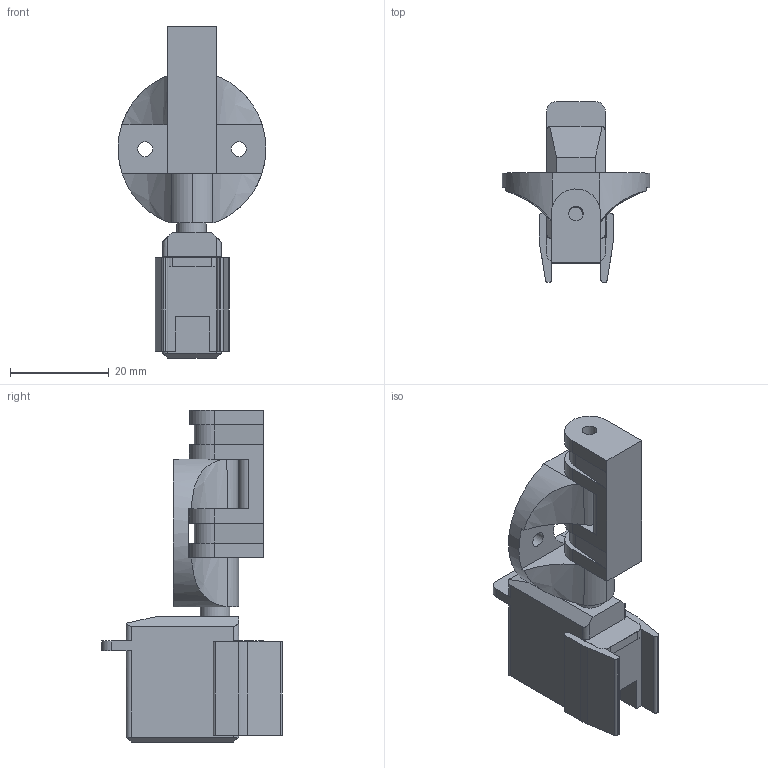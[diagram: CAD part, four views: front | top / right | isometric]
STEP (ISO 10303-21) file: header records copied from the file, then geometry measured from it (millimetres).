
FILE_DESCRIPTION(/* description */ (''),/* implementation_level */ '2;1');
FILE_NAME(/* name */ 'Servo assembly v1.step',/* time_stamp */ '2019-12-22T13:01:29+01:00',/* author */ (''),/* organization */ (''),/* preprocessor_version */ 'ST-DEVELOPER v18',/* originating_system */ 'Autodesk Translation Framework v8.6.0.1094',/* authorisation */ '');
FILE_SCHEMA (('AUTOMOTIVE_DESIGN { 1 0 10303 214 3 1 1 }'));
Length unit declared in the file: millimetre
Products named in the file (1): Servo assembly
Bounding box: 30 x 36.69 x 67.37 mm (x, y, z)
Volume: 15994.5 mm3; surface area: 8640.2 mm2
Topology: 4 solids, 4 shells, 277 faces, 803 edges, 536 vertices
Faces by surface type: plane 198, cylinder 75, bspline 4
Full cylindrical faces by diameter (mm): 3 x7, 6 x1
Entity records: 9481 total; most frequent: CARTESIAN_POINT 1968, ORIENTED_EDGE 1606, DIRECTION 1497, EDGE_CURVE 803, LINE 625, VECTOR 625, VERTEX_POINT 536, AXIS2_PLACEMENT_3D 436
